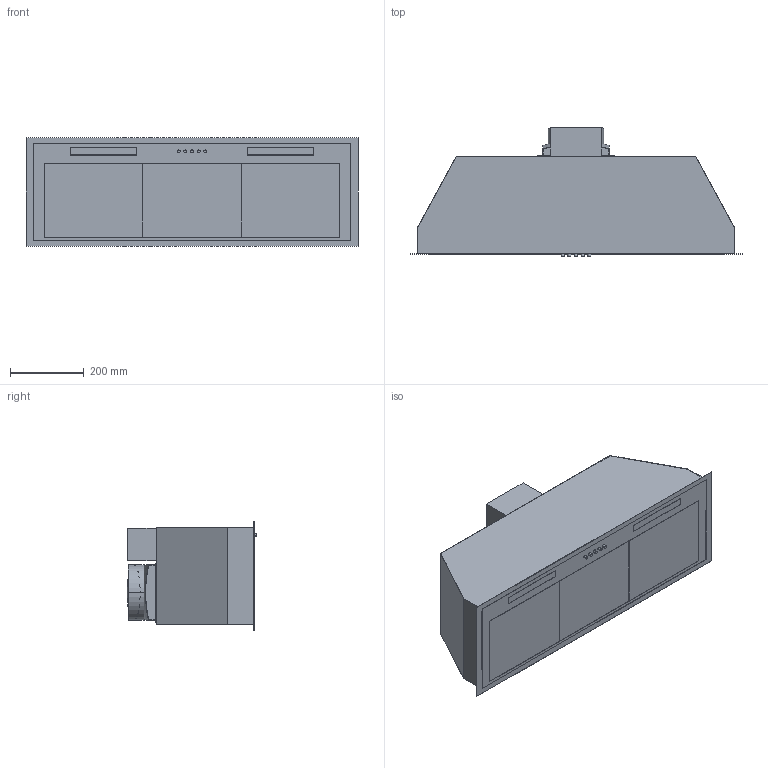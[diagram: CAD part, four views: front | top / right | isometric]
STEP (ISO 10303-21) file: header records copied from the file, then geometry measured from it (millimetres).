
FILE_DESCRIPTION((''),'2;1');
FILE_NAME('NAUM-9','2021-02-12T',('seona'),(''),'CREO PARAMETRIC BY PTC INC, 2016260','CREO PARAMETRIC BY PTC INC, 2016260','');
FILE_SCHEMA(('CONFIG_CONTROL_DESIGN'));
Length unit declared in the file: millimetre
Products named in the file (1): NAUM-9
Bounding box: 900 x 352.27 x 295 mm (x, y, z)
Volume: 2701170.2 mm3; surface area: 2190434.4 mm2
Topology: 7 solids, 7 shells, 112 faces, 253 edges, 167 vertices
Faces by surface type: plane 90, cylinder 16, sphere 6
Entity records: 3144 total; most frequent: CARTESIAN_POINT 532, DIRECTION 530, ORIENTED_EDGE 506, EDGE_CURVE 253, VECTOR 200, LINE 200, VERTEX_POINT 167, AXIS2_PLACEMENT_3D 165
